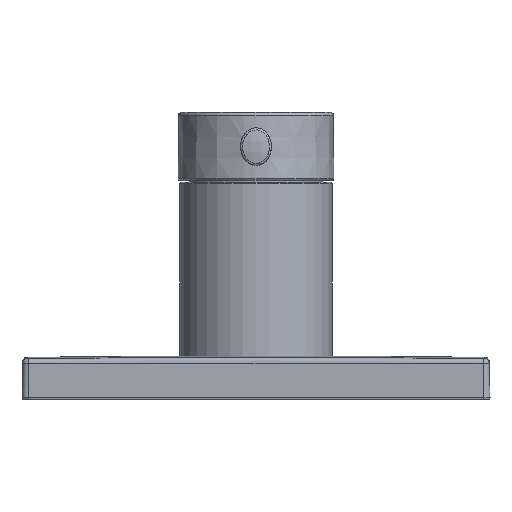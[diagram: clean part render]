
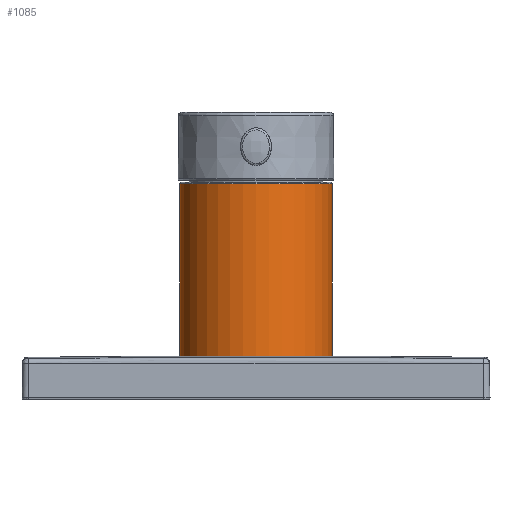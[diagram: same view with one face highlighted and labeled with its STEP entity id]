
A CAD part, front view. The second image highlights one B-rep face of the part: STEP entity #1085.
In plain terms, the highlighted cylindrical face has radius 24.5 mm (diameter 49 mm), a full revolution.
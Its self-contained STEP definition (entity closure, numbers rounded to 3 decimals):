
#98 = VERTEX_POINT ( 'NONE', #1922 ) ;
#179 = CARTESIAN_POINT ( 'NONE',  ( 0., 0., 13.947 ) ) ;
#240 = VERTEX_POINT ( 'NONE', #2457 ) ;
#265 = AXIS2_PLACEMENT_3D ( 'NONE', #179, #1771, #407 ) ;
#407 = DIRECTION ( 'NONE',  ( 0., 1., 0. ) ) ;
#514 = CIRCLE ( 'NONE', #265, 24.5 ) ;
#694 = EDGE_CURVE ( 'NONE', #240, #240, #1064, .T. ) ;
#901 = CYLINDRICAL_SURFACE ( 'NONE', #2069, 24.5 ) ;
#922 = FACE_OUTER_BOUND ( 'NONE', #2036, .T. ) ;
#969 = FACE_OUTER_BOUND ( 'NONE', #1221, .T. ) ;
#1064 = CIRCLE ( 'NONE', #2445, 24.5 ) ;
#1085 = ADVANCED_FACE ( 'NONE', ( #922, #969 ), #901, .T. ) ;
#1221 = EDGE_LOOP ( 'NONE', ( #2285 ) ) ;
#1451 = CARTESIAN_POINT ( 'NONE',  ( 0., 0., 39.85 ) ) ;
#1454 = DIRECTION ( 'NONE',  ( 0., 0., -1. ) ) ;
#1518 = DIRECTION ( 'NONE',  ( -0.479, -0.878, 0. ) ) ;
#1771 = DIRECTION ( 'NONE',  ( 0., 0., -1. ) ) ;
#1922 = CARTESIAN_POINT ( 'NONE',  ( 0., 24.5, 13.947 ) ) ;
#1934 = DIRECTION ( 'NONE',  ( 0., -1., 0. ) ) ;
#1941 = DIRECTION ( 'NONE',  ( 0., 0., -1. ) ) ;
#1945 = CARTESIAN_POINT ( 'NONE',  ( 0., 0., 69.1 ) ) ;
#2036 = EDGE_LOOP ( 'NONE', ( #2236 ) ) ;
#2069 = AXIS2_PLACEMENT_3D ( 'NONE', #1451, #1454, #1518 ) ;
#2236 = ORIENTED_EDGE ( 'NONE', *, *, #694, .T. ) ;
#2285 = ORIENTED_EDGE ( 'NONE', *, *, #2549, .F. ) ;
#2445 = AXIS2_PLACEMENT_3D ( 'NONE', #1945, #1941, #1934 ) ;
#2457 = CARTESIAN_POINT ( 'NONE',  ( 0., -24.5, 69.1 ) ) ;
#2549 = EDGE_CURVE ( 'NONE', #98, #98, #514, .T. ) ;
